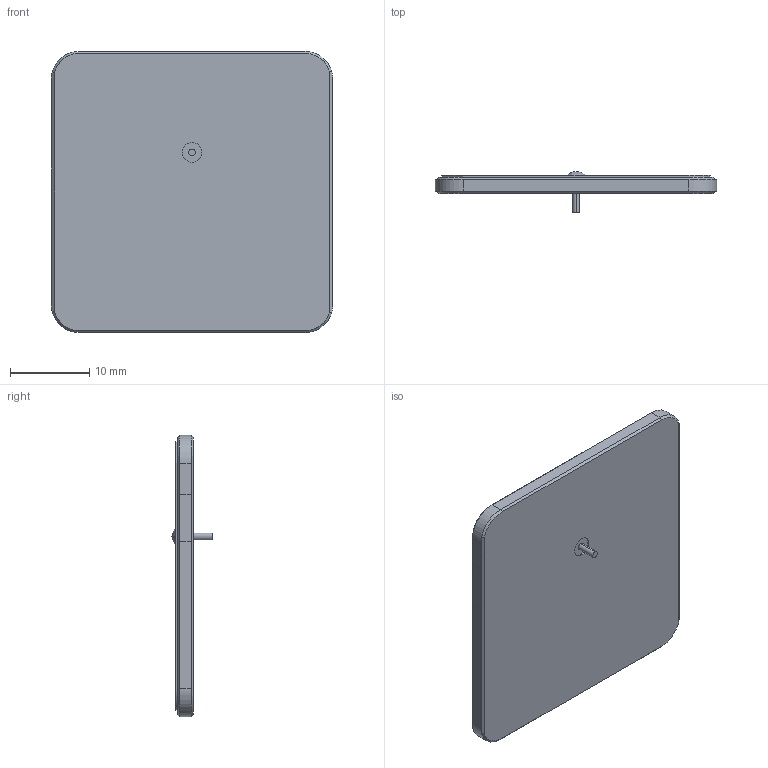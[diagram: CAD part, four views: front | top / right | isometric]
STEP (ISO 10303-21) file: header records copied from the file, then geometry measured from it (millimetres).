
FILE_DESCRIPTION (( 'STEP AP214' ), '1' );
FILE_NAME ('CGGBP.35.2.A.08.STEP', '2023-02-28T10:32:07', ( '' ), ( '' ), 'SwSTEP 2.0', 'SolidWorks 2018', '' );
FILE_SCHEMA (( 'AUTOMOTIVE_DESIGN' ));
Length unit declared in the file: millimetre
Products named in the file (1): CGGBP.35.2.A.08
Bounding box: 35.5 x 5.14 x 35.5 mm (x, y, z)
Volume: 2772.9 mm3; surface area: 2778.3 mm2
Topology: 1 solids, 1 shells, 457 faces, 1226 edges, 812 vertices
Faces by surface type: plane 224, bspline 211, cylinder 14, cone 8
Entity records: 24197 total; most frequent: CARTESIAN_POINT 9574, ORIENTED_EDGE 2452, DIRECTION 1337, EDGE_CURVE 1226, VERTEX_POINT 812, VECTOR 753, LINE 753, EDGE_LOOP 498
